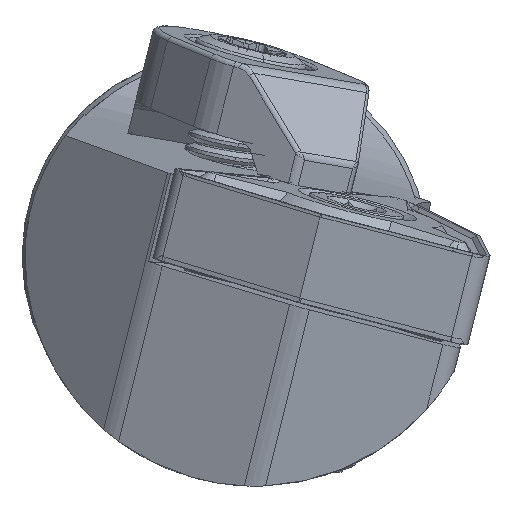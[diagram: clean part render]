
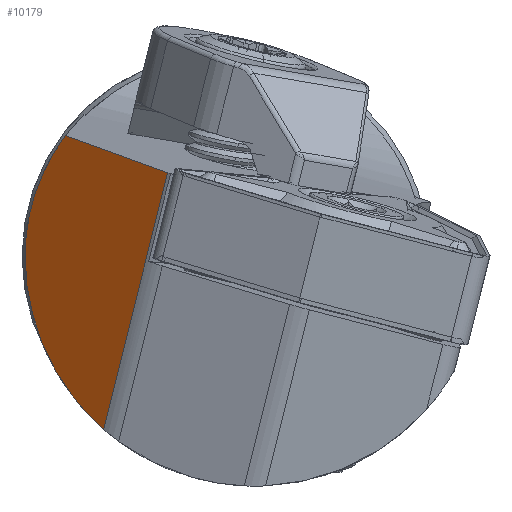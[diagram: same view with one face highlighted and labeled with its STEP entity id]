
A CAD part, left-side view. The second image highlights one B-rep face of the part: STEP entity #10179.
In plain terms, the highlighted planar face has unit normal (-0.703, 0.704, 0.099).
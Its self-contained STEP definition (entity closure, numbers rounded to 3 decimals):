
#758 = VECTOR ( 'NONE', #12271, 1000. ) ;
#913 = LINE ( 'NONE', #5853, #758 ) ;
#1187 = CARTESIAN_POINT ( 'NONE',  ( 11.147, 9.164, 4.208 ) ) ;
#1737 =( BOUNDED_CURVE ( )  B_SPLINE_CURVE ( 3, ( #4445, #1187, #9979, #8799 ),
 .UNSPECIFIED., .F., .F. ) 
 B_SPLINE_CURVE_WITH_KNOTS ( ( 4, 4 ),
 ( 2.636, 3.282 ),
 .UNSPECIFIED. ) 
 CURVE ( )  GEOMETRIC_REPRESENTATION_ITEM ( )  RATIONAL_B_SPLINE_CURVE ( ( 1., 0.965, 0.965, 1. ) ) 
 REPRESENTATION_ITEM ( '' )  );
#1818 = ORIENTED_EDGE ( 'NONE', *, *, #3959, .F. ) ;
#2699 = EDGE_CURVE ( 'NONE', #7248, #8926, #1737, .T. ) ;
#3198 = AXIS2_PLACEMENT_3D ( 'NONE', #6257, #6311, #11738 ) ;
#3262 = CARTESIAN_POINT ( 'NONE',  ( 11.239, 9.85, 0. ) ) ;
#3342 = CARTESIAN_POINT ( 'NONE',  ( 10.771, 9.85, -3.312 ) ) ;
#3600 = VERTEX_POINT ( 'NONE', #3781 ) ;
#3747 = B_SPLINE_CURVE_WITH_KNOTS ( 'NONE', 3,
 ( #5948, #7035, #4815, #11237 ),
 .UNSPECIFIED., .F., .F.,
 ( 4, 4 ),
 ( 0.007, 0.015 ),
 .UNSPECIFIED. ) ;
#3781 = CARTESIAN_POINT ( 'NONE',  ( 4.804, 2.842, 4.101 ) ) ;
#3959 = EDGE_CURVE ( 'NONE', #3600, #5633, #913, .T. ) ;
#4445 = CARTESIAN_POINT ( 'NONE',  ( 10.089, 7.864, 5.932 ) ) ;
#4815 = CARTESIAN_POINT ( 'NONE',  ( 8.327, 6.19, 5.323 ) ) ;
#5633 = VERTEX_POINT ( 'NONE', #8142 ) ;
#5853 = CARTESIAN_POINT ( 'NONE',  ( -23.253, -61.736, 263.112 ) ) ;
#5948 = CARTESIAN_POINT ( 'NONE',  ( 4.804, 2.842, 4.101 ) ) ;
#6257 = CARTESIAN_POINT ( 'NONE',  ( -23.253, -61.736, 263.112 ) ) ;
#6311 = DIRECTION ( 'NONE',  ( 0.703, -0.704, -0.099 ) ) ;
#6737 = ORIENTED_EDGE ( 'NONE', *, *, #14024, .T. ) ;
#7035 = CARTESIAN_POINT ( 'NONE',  ( 6.565, 4.516, 4.712 ) ) ;
#7056 = FACE_OUTER_BOUND ( 'NONE', #8168, .T. ) ;
#7126 = PLANE ( 'NONE',  #3198 ) ;
#7248 = VERTEX_POINT ( 'NONE', #9702 ) ;
#7349 = CARTESIAN_POINT ( 'NONE',  ( 11.239, 9.85, 0. ) ) ;
#7604 = ORIENTED_EDGE ( 'NONE', *, *, #2699, .T. ) ;
#8142 = CARTESIAN_POINT ( 'NONE',  ( 6.169, 5.986, -8.508 ) ) ;
#8168 = EDGE_LOOP ( 'NONE', ( #6737, #7604, #12545, #1818 ) ) ;
#8799 = CARTESIAN_POINT ( 'NONE',  ( 11.239, 9.85, 0. ) ) ;
#8926 = VERTEX_POINT ( 'NONE', #7349 ) ;
#9702 = CARTESIAN_POINT ( 'NONE',  ( 10.089, 7.864, 5.932 ) ) ;
#9979 = CARTESIAN_POINT ( 'NONE',  ( 11.544, 9.85, 2.16 ) ) ;
#10179 = ADVANCED_FACE ( 'NONE', ( #7056 ), #7126, .F. ) ;
#10359 = EDGE_CURVE ( 'NONE', #8926, #5633, #10535, .T. ) ;
#10535 =( BOUNDED_CURVE ( )  B_SPLINE_CURVE ( 3, ( #3262, #3342, #10836, #13114 ),
 .UNSPECIFIED., .F., .F. ) 
 B_SPLINE_CURVE_WITH_KNOTS ( ( 4, 4 ),
 ( 3.282, 4.134 ),
 .UNSPECIFIED. ) 
 CURVE ( )  GEOMETRIC_REPRESENTATION_ITEM ( )  RATIONAL_B_SPLINE_CURVE ( ( 1., 0.94, 0.94, 1. ) ) 
 REPRESENTATION_ITEM ( '' )  );
#10836 = CARTESIAN_POINT ( 'NONE',  ( 8.974, 8.48, -6.328 ) ) ;
#11237 = CARTESIAN_POINT ( 'NONE',  ( 10.089, 7.864, 5.932 ) ) ;
#11738 = DIRECTION ( 'NONE',  ( 0.707, 0.707, 0. ) ) ;
#12271 = DIRECTION ( 'NONE',  ( 0.105, 0.241, -0.965 ) ) ;
#12545 = ORIENTED_EDGE ( 'NONE', *, *, #10359, .T. ) ;
#13114 = CARTESIAN_POINT ( 'NONE',  ( 6.169, 5.986, -8.508 ) ) ;
#14024 = EDGE_CURVE ( 'NONE', #3600, #7248, #3747, .T. ) ;
